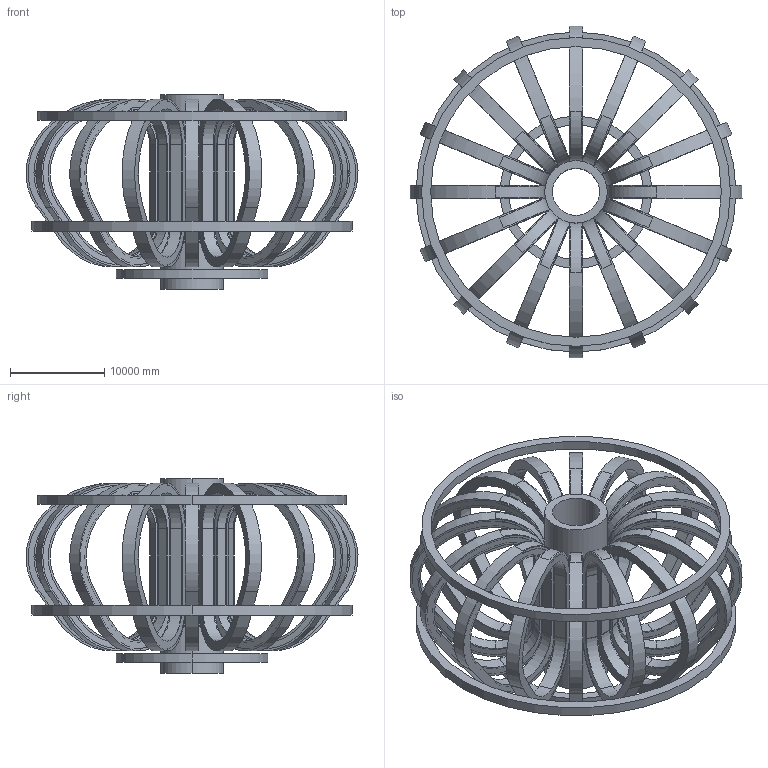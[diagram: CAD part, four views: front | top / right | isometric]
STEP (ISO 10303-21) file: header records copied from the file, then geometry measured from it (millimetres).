
FILE_DESCRIPTION(('STEP AP214'),'1');
FILE_NAME('coil_set_sc.stp','2016-10-26T09:04:33',(' '),(' '),'Spatial InterOp 3D',' ',' ');
FILE_SCHEMA(('automotive_design'));
Length unit declared in the file: metre
Products named in the file (56): Open CASCADE STEP translator 6.9 10.1.1; Open CASCADE STEP translator 6.9 10.1.1.1; Open CASCADE STEP translator 6.9 10.1.1.2; Open CASCADE STEP translator 6.9 10.1; coil_set_sc; Open CASCADE STEP translator 6.9 10.2; Open CASCADE STEP translator 6.9 10.3; Open CASCADE STEP translator 6.9 10.4; Open CASCADE STEP translator 6.9 10.5; Open CASCADE STEP translator 6.9 10.6; Open CASCADE STEP translator 6.9 10.7
Assembly tree (55 placements, depth 4):
  coil_set_sc
    Open CASCADE STEP translator 6.9 10.1
      Open CASCADE STEP translator 6.9 10.1.1
        Open CASCADE STEP translator 6.9 10.1.1.1
        Open CASCADE STEP translator 6.9 10.1.1.2
      Open CASCADE STEP translator 6.9 10.1.1
        Open CASCADE STEP translator 6.9 10.1.1.1
        Open CASCADE STEP translator 6.9 10.1.1.2
      Open CASCADE STEP translator 6.9 10.1.1
        Open CASCADE STEP translator 6.9 10.1.1.1
        Open CASCADE STEP translator 6.9 10.1.1.2
      Open CASCADE STEP translator 6.9 10.1.1
        Open CASCADE STEP translator 6.9 10.1.1.1
        Open CASCADE STEP translator 6.9 10.1.1.2
      Open CASCADE STEP translator 6.9 10.1.1
        Open CASCADE STEP translator 6.9 10.1.1.1
        Open CASCADE STEP translator 6.9 10.1.1.2
      Open CASCADE STEP translator 6.9 10.1.1
        Open CASCADE STEP translator 6.9 10.1.1.1
        Open CASCADE STEP translator 6.9 10.1.1.2
      Open CASCADE STEP translator 6.9 10.1.1
        Open CASCADE STEP translator 6.9 10.1.1.1
        Open CASCADE STEP translator 6.9 10.1.1.2
      Open CASCADE STEP translator 6.9 10.1.1
        Open CASCADE STEP translator 6.9 10.1.1.1
        Open CASCADE STEP translator 6.9 10.1.1.2
      Open CASCADE STEP translator 6.9 10.1.1
        Open CASCADE STEP translator 6.9 10.1.1.1
        Open CASCADE STEP translator 6.9 10.1.1.2
      Open CASCADE STEP translator 6.9 10.1.1
        Open CASCADE STEP translator 6.9 10.1.1.1
        Open CASCADE STEP translator 6.9 10.1.1.2
      Open CASCADE STEP translator 6.9 10.1.1
        Open CASCADE STEP translator 6.9 10.1.1.1
        Open CASCADE STEP translator 6.9 10.1.1.2
      Open CASCADE STEP translator 6.9 10.1.1
        Open CASCADE STEP translator 6.9 10.1.1.1
        Open CASCADE STEP translator 6.9 10.1.1.2
      Open CASCADE STEP translator 6.9 10.1.1
        Open CASCADE STEP translator 6.9 10.1.1.1
        Open CASCADE STEP translator 6.9 10.1.1.2
      Open CASCADE STEP translator 6.9 10.1.1
        Open CASCADE STEP translator 6.9 10.1.1.1
        Open CASCADE STEP translator 6.9 10.1.1.2
      Open CASCADE STEP translator 6.9 10.1.1
        Open CASCADE STEP translator 6.9 10.1.1.1
        Open CASCADE STEP translator 6.9 10.1.1.2
      Open CASCADE STEP translator 6.9 10.1.1
        Open CASCADE STEP translator 6.9 10.1.1.1
        Open CASCADE STEP translator 6.9 10.1.1.2
    Open CASCADE STEP translator 6.9 10.2
    Open CASCADE STEP translator 6.9 10.3
    Open CASCADE STEP translator 6.9 10.4
    Open CASCADE STEP translator 6.9 10.5
    Open CASCADE STEP translator 6.9 10.6
    Open CASCADE STEP translator 6.9 10.7
Bounding box: 35220.57 x 35220.57 x 20671.08 mm (x, y, z)
Volume: 1751570210203.5 mm3; surface area: 11408016975.5 mm2
Topology: 38 solids, 54 shells, 868 faces, 2216 edges, 1456 vertices
Faces by surface type: bspline 512, plane 332, cylinder 24
Entity records: 7650 total; most frequent: CARTESIAN_POINT 3709, DIRECTION 456, ORIENTED_EDGE 412, EDGE_CURVE 206, AXIS2_PLACEMENT_3D 177, VERTEX_POINT 136, PRODUCT_DEFINITION_SHAPE 111, EDGE_LOOP 106
